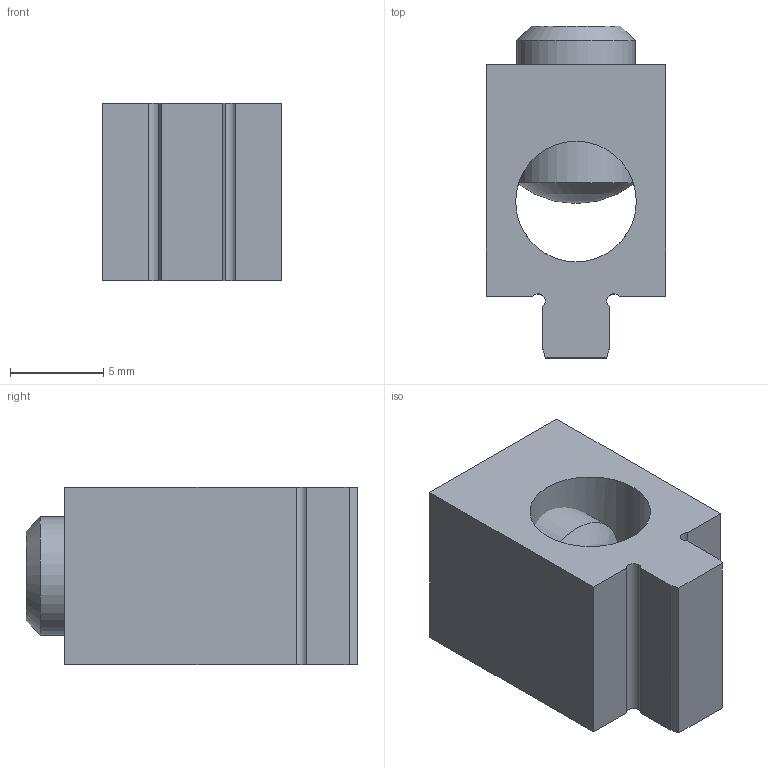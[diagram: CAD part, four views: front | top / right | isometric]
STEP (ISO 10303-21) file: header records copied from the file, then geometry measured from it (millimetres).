
FILE_DESCRIPTION(/* description */ (''),/* implementation_level */ '2;1');
FILE_NAME(/* name */ 'B4A-PCB-HEX.stp',/* time_stamp */ '2016-07-20T15:02:43-04:00',/* author */ ('tsmith'),/* organization */ (''),/* preprocessor_version */ 'ST-DEVELOPER v15.6',/* originating_system */ 'Autodesk Inventor 2015',/* authorisation */ '');
FILE_SCHEMA (('AUTOMOTIVE_DESIGN { 1 0 10303 214 3 1 1 }'));
Length unit declared in the file: inch
Products named in the file (3): B4A-PCB; 13695; B4A-PCB-HEX
Assembly tree (2 placements, depth 2):
  B4A-PCB-HEX
    B4A-PCB
    13695
Bounding box: 9.65 x 17.81 x 9.53 mm (x, y, z)
Volume: 1081.6 mm3; surface area: 1170.4 mm2
Topology: 2 solids, 2 shells, 33 faces, 79 edges, 52 vertices
Faces by surface type: plane 22, cylinder 7, cone 3, sphere 1
Full cylindrical faces by diameter (mm): 5.359 x1, 6.35 x1, 6.477 x1
Entity records: 1043 total; most frequent: CARTESIAN_POINT 252, DIRECTION 150, ORIENTED_EDGE 138, EDGE_CURVE 69, AXIS2_PLACEMENT_3D 52, VERTEX_POINT 49, LINE 46, VECTOR 46
